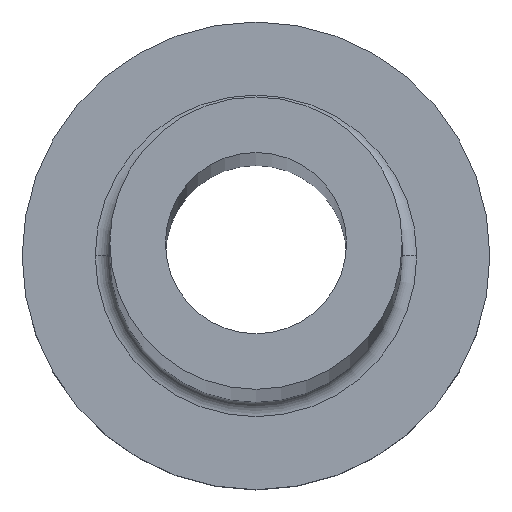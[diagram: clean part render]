
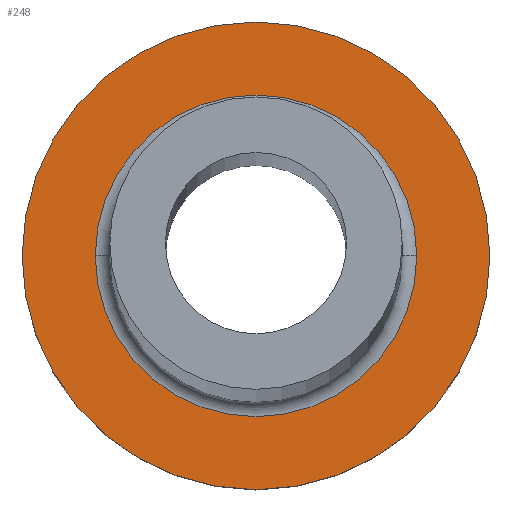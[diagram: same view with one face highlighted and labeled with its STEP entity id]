
A CAD part, top view. The second image highlights one B-rep face of the part: STEP entity #248.
In plain terms, the highlighted planar face has unit normal (0, 0, 1).
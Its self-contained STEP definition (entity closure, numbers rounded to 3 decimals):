
#8 = VERTEX_POINT ( 'NONE', #105 ) ;
#21 = CIRCLE ( 'NONE', #136, 5.5 ) ;
#27 = CARTESIAN_POINT ( 'NONE',  ( 0., 0., 5. ) ) ;
#33 = VERTEX_POINT ( 'NONE', #228 ) ;
#38 = ORIENTED_EDGE ( 'NONE', *, *, #290, .T. ) ;
#58 = DIRECTION ( 'NONE',  ( 1., 0., 0. ) ) ;
#64 = EDGE_LOOP ( 'NONE', ( #38, #244 ) ) ;
#66 = ORIENTED_EDGE ( 'NONE', *, *, #321, .T. ) ;
#101 = VERTEX_POINT ( 'NONE', #221 ) ;
#105 = CARTESIAN_POINT ( 'NONE',  ( 5.5, 0., 5. ) ) ;
#136 = AXIS2_PLACEMENT_3D ( 'NONE', #379, #347, #293 ) ;
#142 = FACE_BOUND ( 'NONE', #64, .T. ) ;
#143 = AXIS2_PLACEMENT_3D ( 'NONE', #259, #381, #172 ) ;
#168 = CARTESIAN_POINT ( 'NONE',  ( -5.5, 0., 5. ) ) ;
#171 = DIRECTION ( 'NONE',  ( 1., 0., 0. ) ) ;
#172 = DIRECTION ( 'NONE',  ( 1., 0., 0. ) ) ;
#194 = CIRCLE ( 'NONE', #143, 8. ) ;
#203 = AXIS2_PLACEMENT_3D ( 'NONE', #27, #374, #171 ) ;
#204 = PLANE ( 'NONE',  #269 ) ;
#208 = AXIS2_PLACEMENT_3D ( 'NONE', #300, #356, #355 ) ;
#215 = VERTEX_POINT ( 'NONE', #168 ) ;
#221 = CARTESIAN_POINT ( 'NONE',  ( 8., 0., 5. ) ) ;
#228 = CARTESIAN_POINT ( 'NONE',  ( -8., 0., 5. ) ) ;
#234 = EDGE_CURVE ( 'NONE', #33, #101, #331, .T. ) ;
#244 = ORIENTED_EDGE ( 'NONE', *, *, #368, .T. ) ;
#248 = ADVANCED_FACE ( 'NONE', ( #142, #287 ), #204, .T. ) ;
#254 = DIRECTION ( 'NONE',  ( 0., 0., 1. ) ) ;
#259 = CARTESIAN_POINT ( 'NONE',  ( 0., 0., 5. ) ) ;
#269 = AXIS2_PLACEMENT_3D ( 'NONE', #327, #254, #58 ) ;
#287 = FACE_OUTER_BOUND ( 'NONE', #296, .T. ) ;
#290 = EDGE_CURVE ( 'NONE', #8, #215, #21, .T. ) ;
#293 = DIRECTION ( 'NONE',  ( 1., 0., 0. ) ) ;
#296 = EDGE_LOOP ( 'NONE', ( #338, #66 ) ) ;
#300 = CARTESIAN_POINT ( 'NONE',  ( 0., 0., 5. ) ) ;
#321 = EDGE_CURVE ( 'NONE', #101, #33, #194, .T. ) ;
#327 = CARTESIAN_POINT ( 'NONE',  ( 0., 0., 5. ) ) ;
#331 = CIRCLE ( 'NONE', #203, 8. ) ;
#338 = ORIENTED_EDGE ( 'NONE', *, *, #234, .T. ) ;
#344 = CIRCLE ( 'NONE', #208, 5.5 ) ;
#347 = DIRECTION ( 'NONE',  ( 0., 0., -1. ) ) ;
#355 = DIRECTION ( 'NONE',  ( 1., 0., 0. ) ) ;
#356 = DIRECTION ( 'NONE',  ( 0., 0., -1. ) ) ;
#368 = EDGE_CURVE ( 'NONE', #215, #8, #344, .T. ) ;
#374 = DIRECTION ( 'NONE',  ( 0., 0., 1. ) ) ;
#379 = CARTESIAN_POINT ( 'NONE',  ( 0., 0., 5. ) ) ;
#381 = DIRECTION ( 'NONE',  ( 0., 0., 1. ) ) ;
